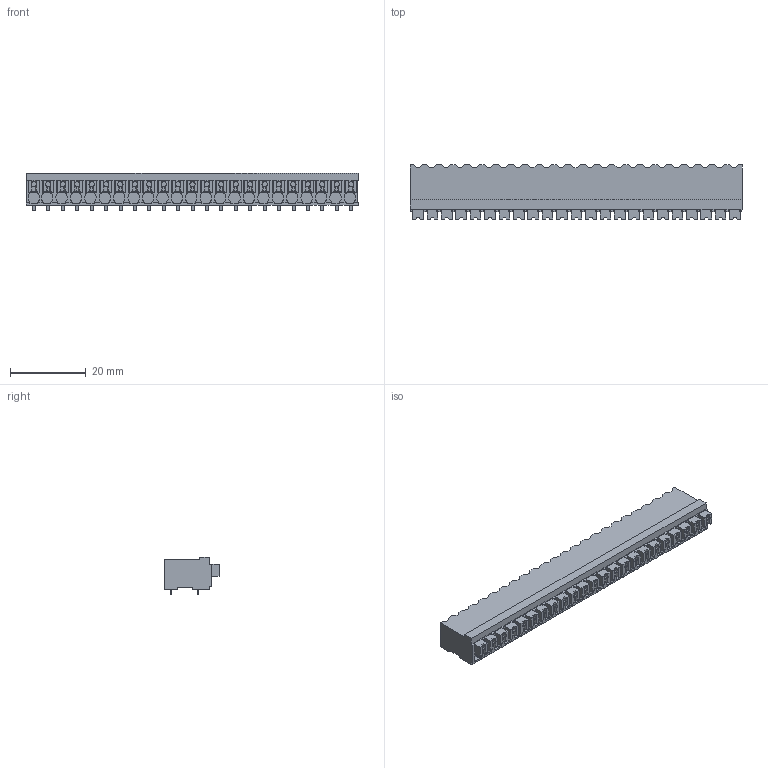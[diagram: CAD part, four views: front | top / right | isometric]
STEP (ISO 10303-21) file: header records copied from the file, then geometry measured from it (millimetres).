
FILE_DESCRIPTION(('CATIA V5 STEP Exchange','CAx-IF Rec.Pracs.--- Model Styling and Organization---1.2---2011-12-15'),'2;1');
FILE_NAME ('D1457815_0', '2018-03-15T05:55:00+00:00', ('none'), ('Weidmueller'), 'CATIA Version 5-6 Release 2014', 'CATIA V5 STEP AP214', 'none');
FILE_SCHEMA(('AUTOMOTIVE_DESIGN { 1 0 10303 214 1 1 1 1 }'));
Length unit declared in the file: millimetre
Products named in the file (1): 1869580000
Bounding box: 87.75 x 14.3 x 10 mm (x, y, z)
Volume: 7500 mm3; surface area: 6766.6 mm2
Topology: 70 solids, 70 shells, 1764 faces, 4976 edges, 3329 vertices
Faces by surface type: plane 1488, cylinder 276
Entity records: 51524 total; most frequent: ORIENTED_EDGE 9952, CARTESIAN_POINT 9931, DIRECTION 6386, EDGE_CURVE 4976, VECTOR 4401, LINE 4401, VERTEX_POINT 3329, EDGE_LOOP 1787
